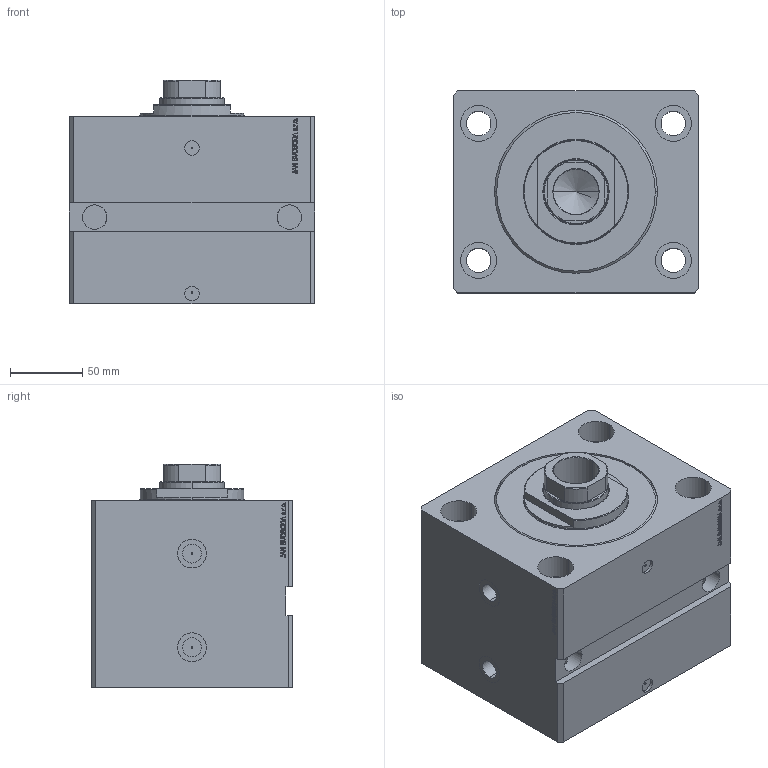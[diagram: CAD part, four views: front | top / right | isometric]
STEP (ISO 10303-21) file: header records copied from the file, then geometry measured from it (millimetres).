
FILE_DESCRIPTION (( 'STEP AP203' ), '1' );
FILE_NAME ('7857.STEP', '2022-04-09T13:03:03', ( '' ), ( '' ), 'SwSTEP 2.0', 'SolidWorks 2019', '' );
FILE_SCHEMA (( 'CONFIG_CONTROL_DESIGN' ));
Length unit declared in the file: millimetre
Products named in the file (4): 7857; V250CE_VC_E 1b9c24318ca77bda5be16c2b67ce1672; V250CE_E_Body 1b9c24318ca77bda5be16c2b67ce1672; V250CE_C_VCP 1b9c24318ca77bda5be16c2b67ce1672
Assembly tree (3 placements, depth 2):
  7857
    V250CE_E_Body 1b9c24318ca77bda5be16c2b67ce1672
    V250CE_C_VCP 1b9c24318ca77bda5be16c2b67ce1672
    V250CE_VC_E 1b9c24318ca77bda5be16c2b67ce1672
Bounding box: 170 x 140 x 154.9 mm (x, y, z)
Volume: 2763788.4 mm3; surface area: 284489.2 mm2
Topology: 3 solids, 3 shells, 933 faces, 2396 edges, 1583 vertices
Faces by surface type: plane 471, bspline 368, cylinder 76, cone 12, torus 6
Entity records: 45726 total; most frequent: CARTESIAN_POINT 25028, ORIENTED_EDGE 4788, DIRECTION 2938, EDGE_CURVE 2394, VERTEX_POINT 1583, LINE 1476, VECTOR 1476, EDGE_LOOP 1065
